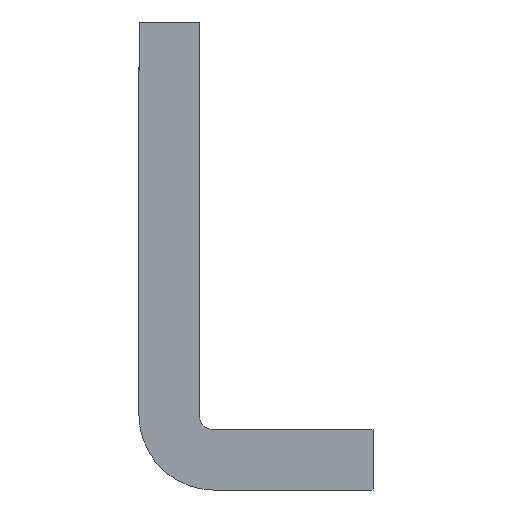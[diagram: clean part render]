
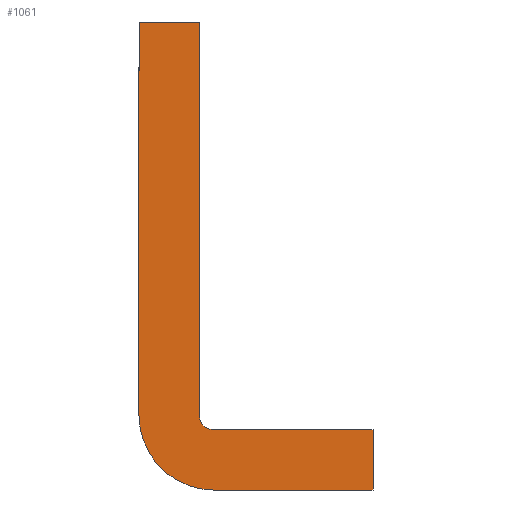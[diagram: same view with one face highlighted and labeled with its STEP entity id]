
A CAD part, left-side view. The second image highlights one B-rep face of the part: STEP entity #1061.
In plain terms, the highlighted planar face has unit normal (-1, 0, 0).
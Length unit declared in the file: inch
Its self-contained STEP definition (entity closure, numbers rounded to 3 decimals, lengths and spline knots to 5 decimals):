
#37 = PLANE ( 'NONE',  #7519 ) ;
#53 = ORIENTED_EDGE ( 'NONE', *, *, #1497, .F. ) ;
#105 = CARTESIAN_POINT ( 'NONE',  ( 0., -0.3715, -1. ) ) ;
#122 = DIRECTION ( 'NONE',  ( 0., -1., 0. ) ) ;
#170 = CARTESIAN_POINT ( 'NONE',  ( 0., -0.03125, -0.84025 ) ) ;
#339 = DIRECTION ( 'NONE',  ( 0., 0., 1. ) ) ;
#621 = CIRCLE ( 'NONE', #2956, 0.15975 ) ;
#662 = ORIENTED_EDGE ( 'NONE', *, *, #1600, .F. ) ;
#762 = LINE ( 'NONE', #5932, #5654 ) ;
#785 = DIRECTION ( 'NONE',  ( 0., 0., -1. ) ) ;
#829 = ORIENTED_EDGE ( 'NONE', *, *, #3199, .F. ) ;
#912 = CARTESIAN_POINT ( 'NONE',  ( 0., -0.03125, -0.84025 ) ) ;
#972 = VERTEX_POINT ( 'NONE', #7838 ) ;
#984 = LINE ( 'NONE', #3733, #7302 ) ;
#1043 = VECTOR ( 'NONE', #6437, 39.37008 ) ;
#1061 = ADVANCED_FACE ( 'NONE', ( #2167 ), #37, .F. ) ;
#1176 = CIRCLE ( 'NONE', #2398, 0.03125 ) ;
#1240 = CARTESIAN_POINT ( 'NONE',  ( 0., 0., 0. ) ) ;
#1291 = DIRECTION ( 'NONE',  ( 1., 0., 0. ) ) ;
#1336 = CARTESIAN_POINT ( 'NONE',  ( 0., -0.03125, -0.8715 ) ) ;
#1497 = EDGE_CURVE ( 'NONE', #972, #4551, #621, .T. ) ;
#1523 = DIRECTION ( 'NONE',  ( 0., 0., -1. ) ) ;
#1600 = EDGE_CURVE ( 'NONE', #7810, #7243, #1176, .T. ) ;
#1629 = DIRECTION ( 'NONE',  ( 0., 0., -1. ) ) ;
#1778 = ORIENTED_EDGE ( 'NONE', *, *, #6271, .F. ) ;
#1930 = CARTESIAN_POINT ( 'NONE',  ( 0., -0.03125, -0.8715 ) ) ;
#2139 = CARTESIAN_POINT ( 'NONE',  ( 0., -0.03125, -1. ) ) ;
#2167 = FACE_OUTER_BOUND ( 'NONE', #6146, .T. ) ;
#2294 = DIRECTION ( 'NONE',  ( 0., 0., -1. ) ) ;
#2360 = CARTESIAN_POINT ( 'NONE',  ( 0., -0.3715, -0.8715 ) ) ;
#2398 = AXIS2_PLACEMENT_3D ( 'NONE', #912, #5215, #1523 ) ;
#2521 = DIRECTION ( 'NONE',  ( 0., -1., 0. ) ) ;
#2956 = AXIS2_PLACEMENT_3D ( 'NONE', #170, #4453, #785 ) ;
#3199 = EDGE_CURVE ( 'NONE', #7243, #4571, #5864, .T. ) ;
#3297 = ORIENTED_EDGE ( 'NONE', *, *, #5115, .F. ) ;
#3698 = LINE ( 'NONE', #7181, #5354 ) ;
#3733 = CARTESIAN_POINT ( 'NONE',  ( 0., 0.1285, 0. ) ) ;
#3842 = LINE ( 'NONE', #7663, #7113 ) ;
#4026 = VECTOR ( 'NONE', #122, 39.37008 ) ;
#4453 = DIRECTION ( 'NONE',  ( 1., 0., 0. ) ) ;
#4551 = VERTEX_POINT ( 'NONE', #5426 ) ;
#4571 = VERTEX_POINT ( 'NONE', #2360 ) ;
#4654 = VERTEX_POINT ( 'NONE', #1240 ) ;
#4693 = VERTEX_POINT ( 'NONE', #6823 ) ;
#4959 = CARTESIAN_POINT ( 'NONE',  ( 0., -0.03125, -0.84025 ) ) ;
#5002 = EDGE_CURVE ( 'NONE', #7776, #972, #5941, .T. ) ;
#5032 = CARTESIAN_POINT ( 'NONE',  ( 0., 0., -0.84025 ) ) ;
#5115 = EDGE_CURVE ( 'NONE', #4654, #7810, #762, .T. ) ;
#5215 = DIRECTION ( 'NONE',  ( -1., 0., 0. ) ) ;
#5354 = VECTOR ( 'NONE', #2294, 39.37008 ) ;
#5426 = CARTESIAN_POINT ( 'NONE',  ( 0., 0.1285, -0.84025 ) ) ;
#5586 = DIRECTION ( 'NONE',  ( 0., 0., -1. ) ) ;
#5596 = ORIENTED_EDGE ( 'NONE', *, *, #7652, .F. ) ;
#5654 = VECTOR ( 'NONE', #1629, 39.37008 ) ;
#5864 = LINE ( 'NONE', #1930, #4026 ) ;
#5932 = CARTESIAN_POINT ( 'NONE',  ( 0., 0., -0.84025 ) ) ;
#5941 = LINE ( 'NONE', #2139, #1043 ) ;
#5973 = EDGE_CURVE ( 'NONE', #4693, #4654, #984, .T. ) ;
#6146 = EDGE_LOOP ( 'NONE', ( #53, #6445, #5596, #829, #662, #3297, #6688, #1778 ) ) ;
#6271 = EDGE_CURVE ( 'NONE', #4551, #4693, #3842, .T. ) ;
#6437 = DIRECTION ( 'NONE',  ( 0., 1., 0. ) ) ;
#6445 = ORIENTED_EDGE ( 'NONE', *, *, #5002, .F. ) ;
#6688 = ORIENTED_EDGE ( 'NONE', *, *, #5973, .F. ) ;
#6823 = CARTESIAN_POINT ( 'NONE',  ( 0., 0.1285, 0. ) ) ;
#7113 = VECTOR ( 'NONE', #339, 39.37008 ) ;
#7181 = CARTESIAN_POINT ( 'NONE',  ( 0., -0.3715, -1. ) ) ;
#7243 = VERTEX_POINT ( 'NONE', #1336 ) ;
#7302 = VECTOR ( 'NONE', #2521, 39.37008 ) ;
#7519 = AXIS2_PLACEMENT_3D ( 'NONE', #4959, #1291, #5586 ) ;
#7652 = EDGE_CURVE ( 'NONE', #4571, #7776, #3698, .T. ) ;
#7663 = CARTESIAN_POINT ( 'NONE',  ( 0., 0.1285, -0.84025 ) ) ;
#7776 = VERTEX_POINT ( 'NONE', #105 ) ;
#7810 = VERTEX_POINT ( 'NONE', #5032 ) ;
#7838 = CARTESIAN_POINT ( 'NONE',  ( 0., -0.03125, -1. ) ) ;
